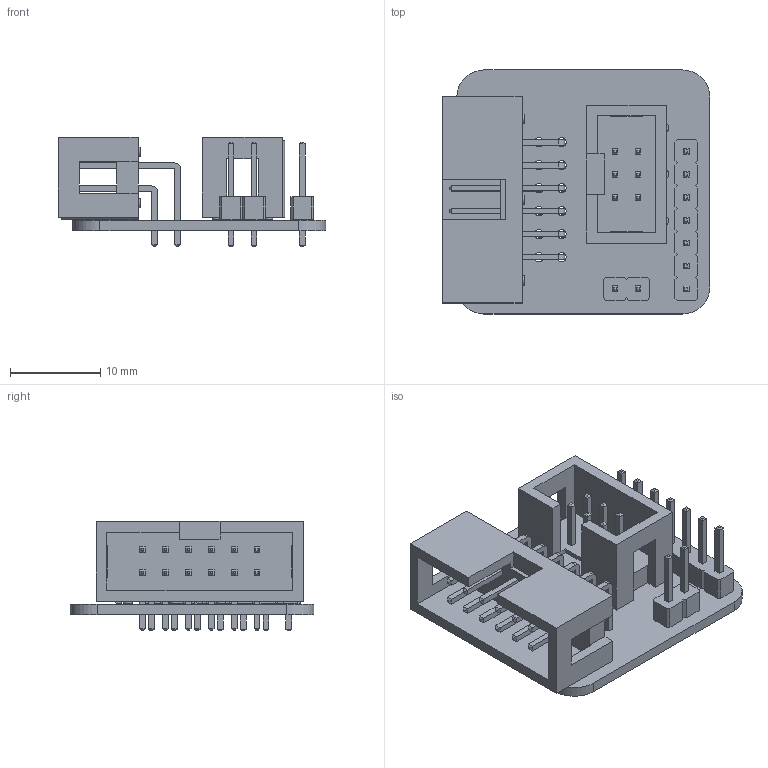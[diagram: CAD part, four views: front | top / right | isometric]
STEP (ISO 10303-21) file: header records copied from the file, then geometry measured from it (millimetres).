
FILE_DESCRIPTION(('KiCad electronic assembly'),'2;1');
FILE_NAME('RailLink_Elsys_Adapter.step','2020-04-28T14:29:32',( 'An Author'),('A Company'),'Open CASCADE STEP processor 6.9', 'KiCad to STEP converter','Unknown');
FILE_SCHEMA(('AUTOMOTIVE_DESIGN { 1 0 10303 214 1 1 1 1 }'));
Length unit declared in the file: millimetre
Products named in the file (10): Open CASCADE STEP translator 6.9 1; PinHeader_1x07_P2.54mm_Vertical; SOLID; PinHeader_1x02_P2.54mm_Vertical; IDC-Header_2x06_P2.54mm_Horizontal; IDC-Header_2x03_P2.54mm_Vertical; COMPOUND
Assembly tree (9 placements, depth 3):
  Open CASCADE STEP translator 6.9 1
    PinHeader_1x07_P2.54mm_Vertical
      SOLID
    PinHeader_1x02_P2.54mm_Vertical
      SOLID
    IDC-Header_2x06_P2.54mm_Horizontal
      SOLID
    IDC-Header_2x03_P2.54mm_Vertical
      SOLID
    COMPOUND
Bounding box: 29.63 x 27 x 12.1 mm (x, y, z)
Volume: 2557.1 mm3; surface area: 4909.3 mm2
Topology: 5 solids, 5 shells, 705 faces, 1707 edges, 1070 vertices
Faces by surface type: plane 644, cylinder 61
Full cylindrical faces by diameter (mm): 1 x21, 1.016 x18
Entity records: 47293 total; most frequent: CARTESIAN_POINT 7122, DIRECTION 6649, LINE 4853, VECTOR 4853, ORIENTED_EDGE 3414, PCURVE 3414, DEFINITIONAL_REPRESENTATION 3414, EDGE_CURVE 1707
